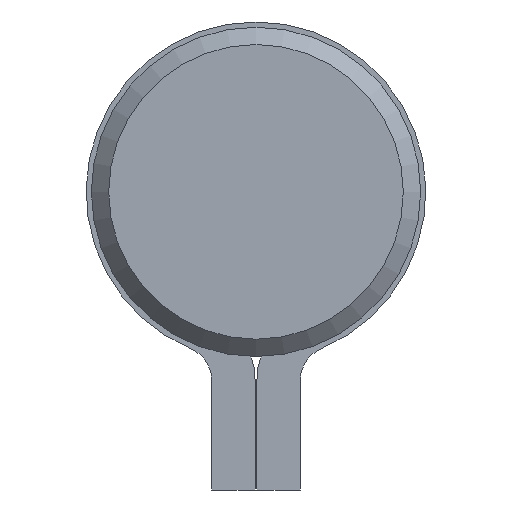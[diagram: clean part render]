
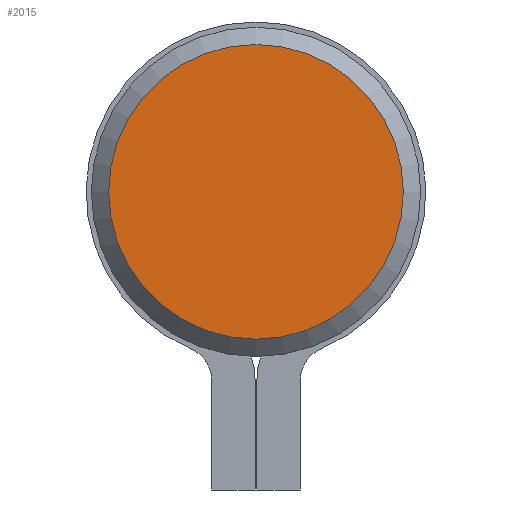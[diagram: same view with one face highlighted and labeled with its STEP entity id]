
A CAD part, front view. The second image highlights one B-rep face of the part: STEP entity #2015.
In plain terms, the highlighted planar face has unit normal (0, -1, 0).
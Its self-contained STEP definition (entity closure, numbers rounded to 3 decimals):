
#61 = CARTESIAN_POINT ( 'NONE',  ( 0., -102.5, 0. ) ) ;
#1216 = DIRECTION ( 'NONE',  ( 0., 1., 0. ) ) ;
#1232 = AXIS2_PLACEMENT_3D ( 'NONE', #14351, #4011, #10781 ) ;
#2015 = ADVANCED_FACE ( 'NONE', ( #5312 ), #13697, .F. ) ;
#2850 = CIRCLE ( 'NONE', #1232, 8.5 ) ;
#3635 = VERTEX_POINT ( 'NONE', #6657 ) ;
#3778 = ORIENTED_EDGE ( 'NONE', *, *, #10356, .T. ) ;
#4011 = DIRECTION ( 'NONE',  ( 0., -1., 0. ) ) ;
#5312 = FACE_OUTER_BOUND ( 'NONE', #11856, .T. ) ;
#6657 = CARTESIAN_POINT ( 'NONE',  ( 0., -102.5, 8.5 ) ) ;
#10356 = EDGE_CURVE ( 'NONE', #3635, #3635, #2850, .T. ) ;
#10781 = DIRECTION ( 'NONE',  ( 0., 0., 1. ) ) ;
#11195 = AXIS2_PLACEMENT_3D ( 'NONE', #61, #1216, #11465 ) ;
#11465 = DIRECTION ( 'NONE',  ( 0., 0., 1. ) ) ;
#11856 = EDGE_LOOP ( 'NONE', ( #3778 ) ) ;
#13697 = PLANE ( 'NONE',  #11195 ) ;
#14351 = CARTESIAN_POINT ( 'NONE',  ( 0., -102.5, 0. ) ) ;
